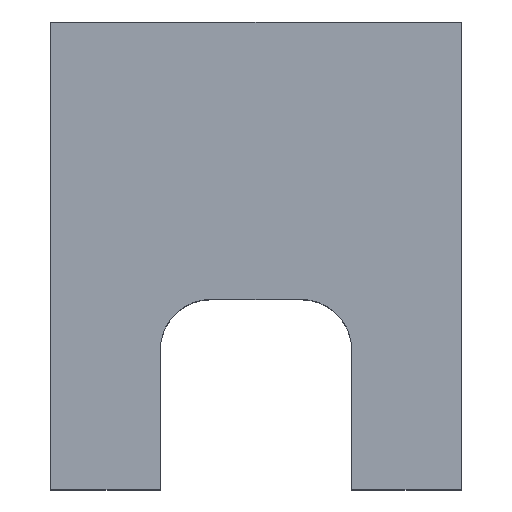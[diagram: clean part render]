
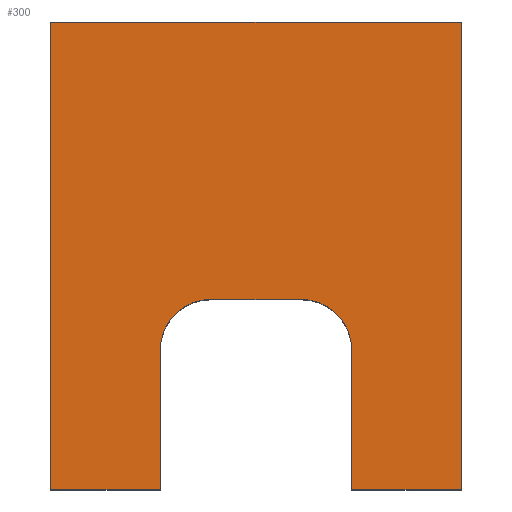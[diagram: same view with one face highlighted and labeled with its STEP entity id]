
A CAD part, top view. The second image highlights one B-rep face of the part: STEP entity #300.
In plain terms, the highlighted planar face has unit normal (0, 0, 1).
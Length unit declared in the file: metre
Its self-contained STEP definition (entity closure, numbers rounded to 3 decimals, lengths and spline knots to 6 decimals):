
#21=CIRCLE('',#326,0.00308);
#23=CIRCLE('',#330,0.00308);
#78=ORIENTED_EDGE('',*,*,#108,.F.);
#79=ORIENTED_EDGE('',*,*,#143,.F.);
#80=ORIENTED_EDGE('',*,*,#136,.F.);
#81=ORIENTED_EDGE('',*,*,#133,.T.);
#82=ORIENTED_EDGE('',*,*,#128,.T.);
#83=ORIENTED_EDGE('',*,*,#125,.T.);
#84=ORIENTED_EDGE('',*,*,#122,.T.);
#85=ORIENTED_EDGE('',*,*,#119,.T.);
#86=ORIENTED_EDGE('',*,*,#116,.T.);
#87=ORIENTED_EDGE('',*,*,#113,.T.);
#108=EDGE_CURVE('',#146,#147,#174,.T.);
#113=EDGE_CURVE('',#151,#147,#177,.T.);
#116=EDGE_CURVE('',#153,#151,#180,.T.);
#119=EDGE_CURVE('',#155,#153,#21,.T.);
#122=EDGE_CURVE('',#157,#155,#184,.T.);
#125=EDGE_CURVE('',#159,#157,#23,.T.);
#128=EDGE_CURVE('',#161,#159,#188,.T.);
#133=EDGE_CURVE('',#165,#161,#191,.T.);
#136=EDGE_CURVE('',#165,#167,#194,.T.);
#143=EDGE_CURVE('',#167,#146,#197,.T.);
#146=VERTEX_POINT('',#437);
#147=VERTEX_POINT('',#439);
#151=VERTEX_POINT('',#449);
#153=VERTEX_POINT('',#455);
#155=VERTEX_POINT('',#461);
#157=VERTEX_POINT('',#467);
#159=VERTEX_POINT('',#473);
#161=VERTEX_POINT('',#479);
#165=VERTEX_POINT('',#489);
#167=VERTEX_POINT('',#495);
#174=LINE('',#438,#200);
#177=LINE('',#448,#203);
#180=LINE('',#454,#206);
#184=LINE('',#466,#210);
#188=LINE('',#478,#214);
#191=LINE('',#488,#217);
#194=LINE('',#494,#220);
#197=LINE('',#507,#223);
#200=VECTOR('',#353,1.);
#203=VECTOR('',#362,1.);
#206=VECTOR('',#367,1.);
#210=VECTOR('',#379,1.);
#214=VECTOR('',#391,1.);
#217=VECTOR('',#400,1.);
#220=VECTOR('',#405,1.);
#223=VECTOR('',#418,1.);
#242=EDGE_LOOP('',(#78,#79,#80,#81,#82,#83,#84,#85,#86,#87));
#270=FACE_BOUND('',#242,.T.);
#288=PLANE('',#341);
#300=ADVANCED_FACE('',(#270),#288,.F.);
#326=AXIS2_PLACEMENT_3D('',#460,#373,#374);
#330=AXIS2_PLACEMENT_3D('',#472,#385,#386);
#341=AXIS2_PLACEMENT_3D('',#508,#419,#420);
#353=DIRECTION('',(0.,-1.,0.));
#362=DIRECTION('',(1.,0.,0.));
#367=DIRECTION('',(0.,-1.,0.));
#373=DIRECTION('',(0.,0.,-1.));
#374=DIRECTION('',(-1.,0.,0.));
#379=DIRECTION('',(1.,0.,0.));
#385=DIRECTION('',(0.,0.,-1.));
#386=DIRECTION('',(-1.,0.,0.));
#391=DIRECTION('',(0.,1.,0.));
#400=DIRECTION('',(1.,0.,0.));
#405=DIRECTION('',(0.,1.,0.));
#418=DIRECTION('',(1.,0.,0.));
#419=DIRECTION('',(0.,0.,-1.));
#420=DIRECTION('',(1.,0.,0.));
#437=CARTESIAN_POINT('',(0.0125,0.022722,0.015));
#438=CARTESIAN_POINT('',(0.0125,0.016736,0.015));
#439=CARTESIAN_POINT('',(0.0125,-0.00575,0.015));
#448=CARTESIAN_POINT('',(0.009165,-0.00575,0.015));
#449=CARTESIAN_POINT('',(0.00583,-0.00575,0.015));
#454=CARTESIAN_POINT('',(0.00583,0.000014,0.015));
#455=CARTESIAN_POINT('',(0.00583,0.00275,0.015));
#460=CARTESIAN_POINT('',(0.00275,0.00275,0.015));
#461=CARTESIAN_POINT('',(0.00275,0.00583,0.015));
#466=CARTESIAN_POINT('',(0.,0.00583,0.015));
#467=CARTESIAN_POINT('',(-0.00275,0.00583,0.015));
#472=CARTESIAN_POINT('',(-0.00275,0.00275,0.015));
#473=CARTESIAN_POINT('',(-0.00583,0.00275,0.015));
#478=CARTESIAN_POINT('',(-0.00583,0.000014,0.015));
#479=CARTESIAN_POINT('',(-0.00583,-0.00575,0.015));
#488=CARTESIAN_POINT('',(-0.009165,-0.00575,0.015));
#489=CARTESIAN_POINT('',(-0.0125,-0.00575,0.015));
#494=CARTESIAN_POINT('',(-0.0125,0.016736,0.015));
#495=CARTESIAN_POINT('',(-0.0125,0.022722,0.015));
#507=CARTESIAN_POINT('',(0.,0.022722,0.015));
#508=CARTESIAN_POINT('',(0.,0.005986,0.015));
